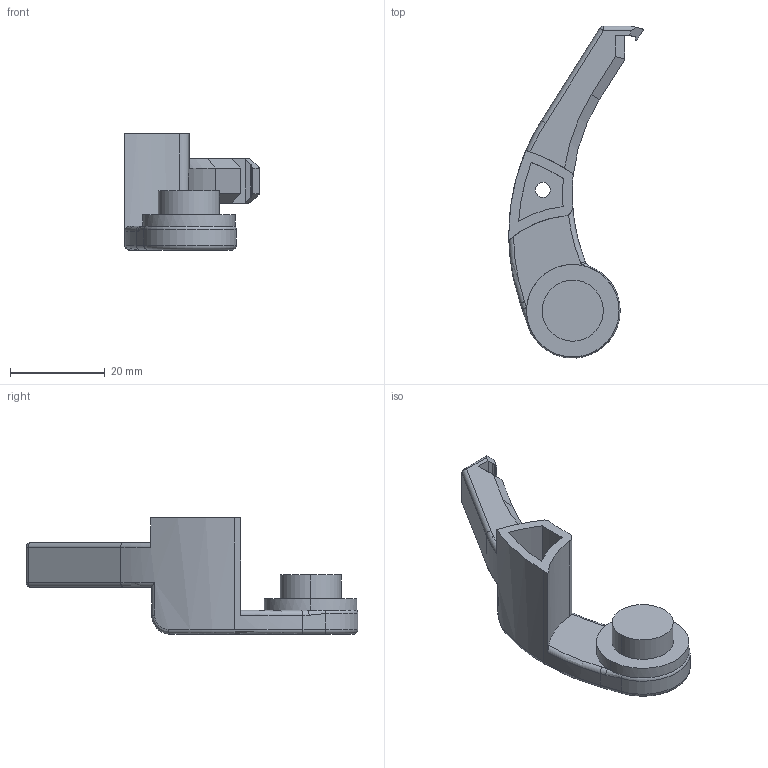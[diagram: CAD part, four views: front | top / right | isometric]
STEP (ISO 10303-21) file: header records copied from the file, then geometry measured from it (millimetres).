
FILE_DESCRIPTION (( 'STEP AP214' ), '1' );
FILE_NAME ('CRANE-X7_Hand_FiveFingersD3_claw.STEP', '2024-04-20T07:13:01', ( '' ), ( '' ), 'SwSTEP 2.0', 'SolidWorks 2024', '' );
FILE_SCHEMA (( 'AUTOMOTIVE_DESIGN' ));
Length unit declared in the file: millimetre
Products named in the file (1): CRANE-X7_Hand_FiveFingersD3_claw
Bounding box: 28.36 x 69.97 x 24.5 mm (x, y, z)
Volume: 8545.5 mm3; surface area: 4950.2 mm2
Topology: 1 solids, 1 shells, 84 faces, 217 edges, 135 vertices
Faces by surface type: cylinder 40, plane 23, torus 11, cone 4, bspline 4, sphere 2
Entity records: 2851 total; most frequent: CARTESIAN_POINT 814, DIRECTION 432, ORIENTED_EDGE 430, EDGE_CURVE 215, AXIS2_PLACEMENT_3D 175, VERTEX_POINT 135, CIRCLE 94, EDGE_LOOP 88
